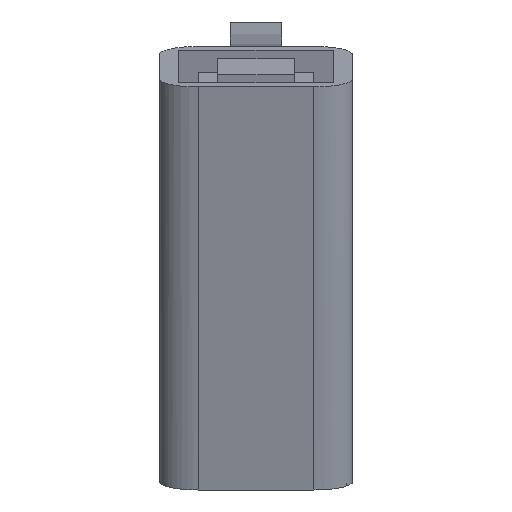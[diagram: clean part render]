
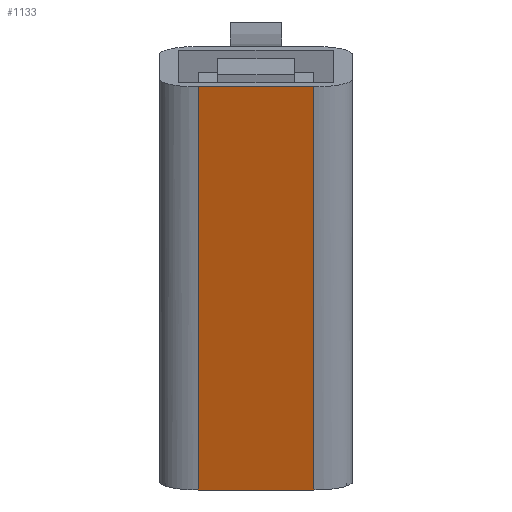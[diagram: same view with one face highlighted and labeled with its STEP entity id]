
A CAD part, top view. The second image highlights one B-rep face of the part: STEP entity #1133.
In plain terms, the highlighted face is planar.
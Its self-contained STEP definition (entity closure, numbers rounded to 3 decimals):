
#128=PLANE('',#1259);
#193=FACE_OUTER_BOUND('',#262,.T.);
#262=EDGE_LOOP('',(#982,#983,#984,#985));
#342=LINE('',#1876,#453);
#353=LINE('',#2006,#464);
#362=LINE('',#2037,#473);
#363=LINE('',#2039,#474);
#453=VECTOR('',#1443,30.);
#464=VECTOR('',#1476,30.);
#473=VECTOR('',#1493,60.);
#474=VECTOR('',#1496,60.);
#575=VERTEX_POINT('',#1873);
#576=VERTEX_POINT('',#1875);
#590=VERTEX_POINT('',#2003);
#591=VERTEX_POINT('',#2005);
#703=EDGE_CURVE('',#575,#576,#342,.T.);
#726=EDGE_CURVE('',#590,#591,#353,.T.);
#738=EDGE_CURVE('',#576,#590,#362,.T.);
#739=EDGE_CURVE('',#591,#575,#363,.T.);
#982=ORIENTED_EDGE('',*,*,#738,.F.);
#983=ORIENTED_EDGE('',*,*,#703,.F.);
#984=ORIENTED_EDGE('',*,*,#739,.F.);
#985=ORIENTED_EDGE('',*,*,#726,.F.);
#1133=ADVANCED_FACE('',(#193),#128,.T.);
#1259=AXIS2_PLACEMENT_3D('',#2038,#1494,#1495);
#1443=DIRECTION('',(-1.,0.,0.));
#1476=DIRECTION('',(1.,0.,0.));
#1493=DIRECTION('',(0.,1.,0.));
#1494=DIRECTION('center_axis',(0.,0.,1.));
#1495=DIRECTION('ref_axis',(1.,0.,0.));
#1496=DIRECTION('',(0.,-1.,0.));
#1873=CARTESIAN_POINT('',(-29.639,-3.,19.5));
#1875=CARTESIAN_POINT('',(-38.639,-3.,19.5));
#1876=CARTESIAN_POINT('',(-41.639,-3.,19.5));
#2003=CARTESIAN_POINT('',(-38.639,30.,19.5));
#2005=CARTESIAN_POINT('',(-29.639,30.,19.5));
#2006=CARTESIAN_POINT('',(-41.639,30.,19.5));
#2037=CARTESIAN_POINT('',(-38.639,6.,19.5));
#2038=CARTESIAN_POINT('Origin',(-26.639,6.,19.5));
#2039=CARTESIAN_POINT('',(-29.639,6.,19.5));
